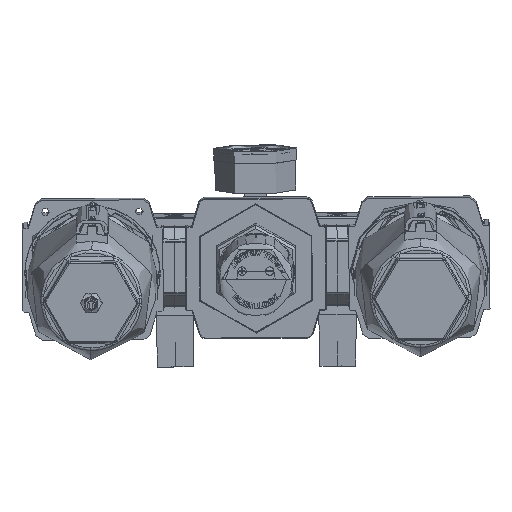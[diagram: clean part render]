
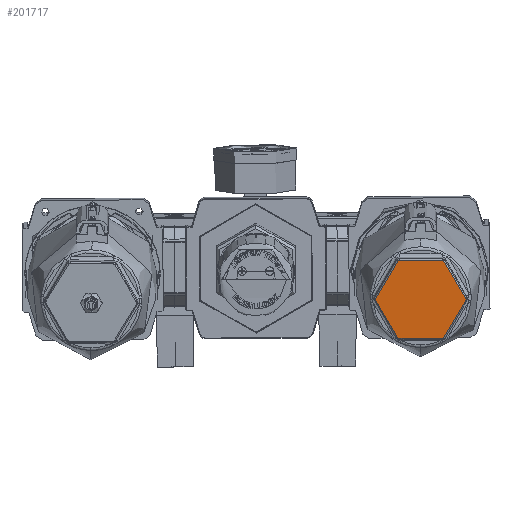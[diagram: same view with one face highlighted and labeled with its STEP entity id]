
A CAD part, front view. The second image highlights one B-rep face of the part: STEP entity #201717.
In plain terms, the highlighted face is planar.
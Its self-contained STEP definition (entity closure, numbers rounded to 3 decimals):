
#1426 = DIRECTION ( 'NONE',  ( 0., -1., 0. ) ) ;
#4542 = CARTESIAN_POINT ( 'NONE',  ( -28.853, 0.5, 0.671 ) ) ;
#5506 = ORIENTED_EDGE ( 'NONE', *, *, #193038, .T. ) ;
#6529 = CARTESIAN_POINT ( 'NONE',  ( 40.573, 0.5, -41. ) ) ;
#7895 = VECTOR ( 'NONE', #36655, 1000. ) ;
#11093 = EDGE_CURVE ( 'NONE', #180848, #180580, #207752, .T. ) ;
#11208 = CARTESIAN_POINT ( 'NONE',  ( 18.893, 0.5, 17.555 ) ) ;
#11697 = AXIS2_PLACEMENT_3D ( 'NONE', #69639, #200506, #88477 ) ;
#14168 = EDGE_CURVE ( 'NONE', #166150, #68933, #97840, .T. ) ;
#14557 = EDGE_CURVE ( 'NONE', #151429, #47418, #40097, .T. ) ;
#18913 = ORIENTED_EDGE ( 'NONE', *, *, #68385, .T. ) ;
#22499 = EDGE_CURVE ( 'NONE', #47418, #166150, #28608, .T. ) ;
#22747 = CARTESIAN_POINT ( 'NONE',  ( -23.606, 0.5, -9.581 ) ) ;
#26823 = LINE ( 'NONE', #94000, #214169 ) ;
#27688 = CARTESIAN_POINT ( 'NONE',  ( 13.856, 0.5, -25.038 ) ) ;
#28608 = CIRCLE ( 'NONE', #190103, 1.038 ) ;
#30042 = CARTESIAN_POINT ( 'NONE',  ( 28.853, 0.5, 0.671 ) ) ;
#31870 = VERTEX_POINT ( 'NONE', #227549 ) ;
#34711 = CARTESIAN_POINT ( 'NONE',  ( -27.713, 0.5, 0. ) ) ;
#35187 = CARTESIAN_POINT ( 'NONE',  ( 13.856, 0.5, 25.038 ) ) ;
#36655 = DIRECTION ( 'NONE',  ( 1., 0., 0. ) ) ;
#36668 = ORIENTED_EDGE ( 'NONE', *, *, #22499, .T. ) ;
#37759 = AXIS2_PLACEMENT_3D ( 'NONE', #222438, #110282, #241226 ) ;
#40097 = LINE ( 'NONE', #148719, #7895 ) ;
#40208 = CARTESIAN_POINT ( 'NONE',  ( 23.606, 0.5, -9.581 ) ) ;
#41698 = CARTESIAN_POINT ( 'NONE',  ( -18.893, 0.5, -17.555 ) ) ;
#41952 = DIRECTION ( 'NONE',  ( 0., -1., 0. ) ) ;
#42211 = EDGE_CURVE ( 'NONE', #180580, #96980, #213358, .T. ) ;
#47418 = VERTEX_POINT ( 'NONE', #27688 ) ;
#48961 = CARTESIAN_POINT ( 'NONE',  ( 14.749, 0.5, 24.53 ) ) ;
#53629 = DIRECTION ( 'NONE',  ( 0., 0., 1. ) ) ;
#60446 = CARTESIAN_POINT ( 'NONE',  ( -14.749, 0.5, -24.53 ) ) ;
#61394 = EDGE_CURVE ( 'NONE', #139211, #135842, #134951, .T. ) ;
#68385 = EDGE_CURVE ( 'NONE', #31870, #180848, #221610, .T. ) ;
#68933 = VERTEX_POINT ( 'NONE', #79015 ) ;
#69639 = CARTESIAN_POINT ( 'NONE',  ( -13.856, 0.5, -24. ) ) ;
#79015 = CARTESIAN_POINT ( 'NONE',  ( 28.853, 0.5, -0.671 ) ) ;
#80749 = ORIENTED_EDGE ( 'NONE', *, *, #118779, .T. ) ;
#88477 = DIRECTION ( 'NONE',  ( 0., 0., 1. ) ) ;
#89292 = EDGE_CURVE ( 'NONE', #157202, #31870, #222339, .T. ) ;
#92321 = ORIENTED_EDGE ( 'NONE', *, *, #42211, .T. ) ;
#94000 = CARTESIAN_POINT ( 'NONE',  ( 15.011, 0.5, 25.038 ) ) ;
#96980 = VERTEX_POINT ( 'NONE', #167194 ) ;
#97840 =( BOUNDED_CURVE ( )  B_SPLINE_CURVE ( 3, ( #228291, #209474, #40208, #116175 ),
 .UNSPECIFIED., .F., .F. ) 
 B_SPLINE_CURVE_WITH_KNOTS ( ( 4, 4 ),
 ( 0.546, 0.723 ),
 .UNSPECIFIED. ) 
 CURVE ( )  GEOMETRIC_REPRESENTATION_ITEM ( )  RATIONAL_B_SPLINE_CURVE ( ( 1., 0.997, 0.997, 1. ) ) 
 REPRESENTATION_ITEM ( '' )  );
#97870 = CARTESIAN_POINT ( 'NONE',  ( -14.749, 0.5, 24.53 ) ) ;
#100168 = AXIS2_PLACEMENT_3D ( 'NONE', #113476, #1426, #132380 ) ;
#100612 = DIRECTION ( 'NONE',  ( 0., 1., 0. ) ) ;
#105792 = CARTESIAN_POINT ( 'NONE',  ( -13.856, 0.5, 25.038 ) ) ;
#107112 = CARTESIAN_POINT ( 'NONE',  ( 14.749, 0.5, 24.53 ) ) ;
#107647 = ORIENTED_EDGE ( 'NONE', *, *, #61394, .T. ) ;
#108750 = DIRECTION ( 'NONE',  ( 0., -1., 0. ) ) ;
#110282 = DIRECTION ( 'NONE',  ( 0., -1., 0. ) ) ;
#113191 = CARTESIAN_POINT ( 'NONE',  ( 14.749, 0.5, -24.53 ) ) ;
#113476 = CARTESIAN_POINT ( 'NONE',  ( 13.856, 0.5, 24. ) ) ;
#116175 = CARTESIAN_POINT ( 'NONE',  ( 28.853, 0.5, -0.671 ) ) ;
#116594 = CARTESIAN_POINT ( 'NONE',  ( -23.606, 0.5, 9.581 ) ) ;
#118779 = EDGE_CURVE ( 'NONE', #145735, #157202, #26823, .T. ) ;
#132137 = CARTESIAN_POINT ( 'NONE',  ( 28.853, 0.5, 0.671 ) ) ;
#132380 = DIRECTION ( 'NONE',  ( 0., 0., 1. ) ) ;
#134951 =( BOUNDED_CURVE ( )  B_SPLINE_CURVE ( 3, ( #30042, #142141, #11208, #48961 ),
 .UNSPECIFIED., .F., .F. ) 
 B_SPLINE_CURVE_WITH_KNOTS ( ( 4, 4 ),
 ( 5.561, 5.738 ),
 .UNSPECIFIED. ) 
 CURVE ( )  GEOMETRIC_REPRESENTATION_ITEM ( )  RATIONAL_B_SPLINE_CURVE ( ( 1., 0.997, 0.997, 1. ) ) 
 REPRESENTATION_ITEM ( '' )  );
#135842 = VERTEX_POINT ( 'NONE', #107112 ) ;
#139211 = VERTEX_POINT ( 'NONE', #132137 ) ;
#142141 = CARTESIAN_POINT ( 'NONE',  ( 23.606, 0.5, 9.581 ) ) ;
#145735 = VERTEX_POINT ( 'NONE', #35187 ) ;
#145933 = CIRCLE ( 'NONE', #100168, 1.038 ) ;
#148719 = CARTESIAN_POINT ( 'NONE',  ( -30.022, 0.5, -25.038 ) ) ;
#151429 = VERTEX_POINT ( 'NONE', #202125 ) ;
#153945 = CARTESIAN_POINT ( 'NONE',  ( 13.856, 0.5, -24. ) ) ;
#157202 = VERTEX_POINT ( 'NONE', #105792 ) ;
#165357 = EDGE_CURVE ( 'NONE', #135842, #145735, #145933, .T. ) ;
#165585 = DIRECTION ( 'NONE',  ( 0., -1., 0. ) ) ;
#166150 = VERTEX_POINT ( 'NONE', #113191 ) ;
#167194 = CARTESIAN_POINT ( 'NONE',  ( -14.749, 0.5, -24.53 ) ) ;
#168922 = CIRCLE ( 'NONE', #11697, 1.038 ) ;
#172479 = CARTESIAN_POINT ( 'NONE',  ( -28.853, 0.5, -0.671 ) ) ;
#172727 = DIRECTION ( 'NONE',  ( 0., 0., 1. ) ) ;
#175061 = PLANE ( 'NONE',  #204455 ) ;
#176535 = ORIENTED_EDGE ( 'NONE', *, *, #187429, .T. ) ;
#178948 = AXIS2_PLACEMENT_3D ( 'NONE', #34711, #165585, #53629 ) ;
#179636 = FACE_OUTER_BOUND ( 'NONE', #191967, .T. ) ;
#180580 = VERTEX_POINT ( 'NONE', #182608 ) ;
#180848 = VERTEX_POINT ( 'NONE', #214261 ) ;
#182608 = CARTESIAN_POINT ( 'NONE',  ( -28.853, 0.5, -0.671 ) ) ;
#187429 = EDGE_CURVE ( 'NONE', #68933, #139211, #211626, .T. ) ;
#190103 = AXIS2_PLACEMENT_3D ( 'NONE', #153945, #41952, #172727 ) ;
#190559 = ORIENTED_EDGE ( 'NONE', *, *, #14557, .T. ) ;
#190657 = ORIENTED_EDGE ( 'NONE', *, *, #11093, .T. ) ;
#191967 = EDGE_LOOP ( 'NONE', ( #231483, #80749, #219300, #18913, #190657, #92321, #5506, #190559, #36668, #241168, #176535, #107647 ) ) ;
#193038 = EDGE_CURVE ( 'NONE', #96980, #151429, #168922, .T. ) ;
#200506 = DIRECTION ( 'NONE',  ( 0., -1., 0. ) ) ;
#201717 = ADVANCED_FACE ( 'NONE', ( #179636 ), #175061, .F. ) ;
#202125 = CARTESIAN_POINT ( 'NONE',  ( -13.856, 0.5, -25.038 ) ) ;
#204455 = AXIS2_PLACEMENT_3D ( 'NONE', #6529, #100612, #231498 ) ;
#205238 = AXIS2_PLACEMENT_3D ( 'NONE', #220883, #108750, #239658 ) ;
#207752 = CIRCLE ( 'NONE', #178948, 1.323 ) ;
#209474 = CARTESIAN_POINT ( 'NONE',  ( 18.893, 0.5, -17.555 ) ) ;
#209893 = CARTESIAN_POINT ( 'NONE',  ( -18.893, 0.5, 17.555 ) ) ;
#211626 = CIRCLE ( 'NONE', #205238, 1.323 ) ;
#213358 =( BOUNDED_CURVE ( )  B_SPLINE_CURVE ( 3, ( #172479, #22747, #41698, #60446 ),
 .UNSPECIFIED., .F., .F. ) 
 B_SPLINE_CURVE_WITH_KNOTS ( ( 4, 4 ),
 ( 2.419, 2.596 ),
 .UNSPECIFIED. ) 
 CURVE ( )  GEOMETRIC_REPRESENTATION_ITEM ( )  RATIONAL_B_SPLINE_CURVE ( ( 1., 0.997, 0.997, 1. ) ) 
 REPRESENTATION_ITEM ( '' )  );
#214169 = VECTOR ( 'NONE', #223241, 1000. ) ;
#214261 = CARTESIAN_POINT ( 'NONE',  ( -28.853, 0.5, 0.671 ) ) ;
#219300 = ORIENTED_EDGE ( 'NONE', *, *, #89292, .T. ) ;
#220883 = CARTESIAN_POINT ( 'NONE',  ( 27.713, 0.5, 0. ) ) ;
#221610 =( BOUNDED_CURVE ( )  B_SPLINE_CURVE ( 3, ( #97870, #209893, #116594, #4542 ),
 .UNSPECIFIED., .F., .F. ) 
 B_SPLINE_CURVE_WITH_KNOTS ( ( 4, 4 ),
 ( 3.687, 3.864 ),
 .UNSPECIFIED. ) 
 CURVE ( )  GEOMETRIC_REPRESENTATION_ITEM ( )  RATIONAL_B_SPLINE_CURVE ( ( 1., 0.997, 0.997, 1. ) ) 
 REPRESENTATION_ITEM ( '' )  );
#222339 = CIRCLE ( 'NONE', #37759, 1.038 ) ;
#222438 = CARTESIAN_POINT ( 'NONE',  ( -13.856, 0.5, 24. ) ) ;
#223241 = DIRECTION ( 'NONE',  ( -1., 0., 0. ) ) ;
#227549 = CARTESIAN_POINT ( 'NONE',  ( -14.749, 0.5, 24.53 ) ) ;
#228291 = CARTESIAN_POINT ( 'NONE',  ( 14.749, 0.5, -24.53 ) ) ;
#231483 = ORIENTED_EDGE ( 'NONE', *, *, #165357, .T. ) ;
#231498 = DIRECTION ( 'NONE',  ( 0., 0., 1. ) ) ;
#239658 = DIRECTION ( 'NONE',  ( 0., 0., 1. ) ) ;
#241168 = ORIENTED_EDGE ( 'NONE', *, *, #14168, .T. ) ;
#241226 = DIRECTION ( 'NONE',  ( 0., 0., 1. ) ) ;
